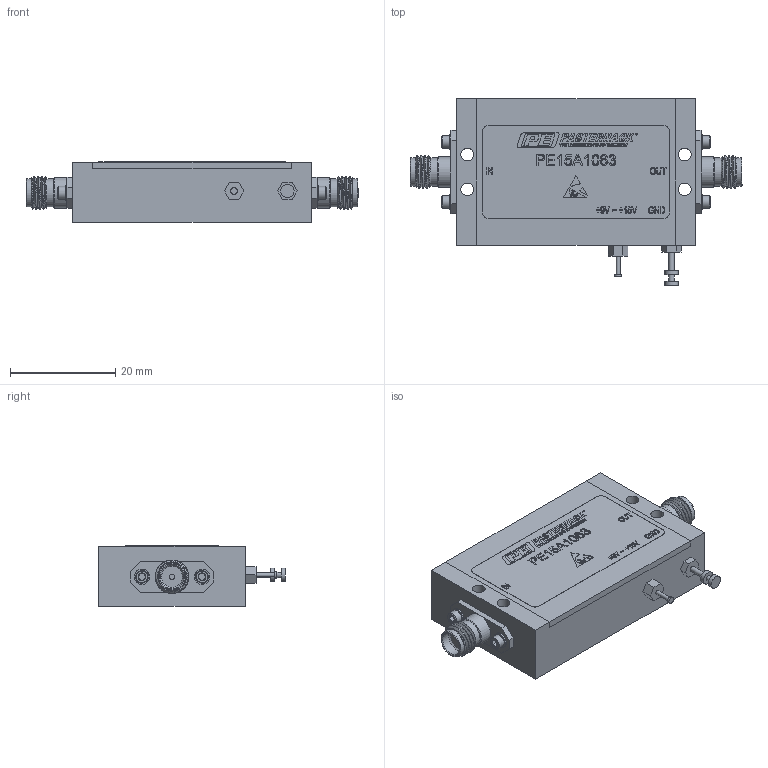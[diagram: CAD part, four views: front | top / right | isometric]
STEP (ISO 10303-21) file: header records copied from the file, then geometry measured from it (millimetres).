
FILE_DESCRIPTION (( 'STEP AP203' ), '1' );
FILE_NAME ('PE15A1063_3D.step', '2021-07-14T14:59:13', ( '' ), ( '' ), 'SwSTEP 2.0', 'SolidWorks 2020', '' );
FILE_SCHEMA (( 'CONFIG_CONTROL_DESIGN' ));
Products named in the file (1): PE15A1063_3D
Bounding box: 63.2 x 35.56 x 11.48 mm (x, y, z)
Volume: 14913.8 mm3; surface area: 5295 mm2
Topology: 1 solids, 7 shells, 1125 faces, 2913 edges, 1926 vertices
Faces by surface type: plane 704, bspline 255, cylinder 122, cone 44
Full cylindrical faces by diameter (mm): 0.345 x1, 0.354 x1, 0.762 x1, 1.016 x6, 1.27 x1, 1.524 x4, 1.854 x4, 2.438 x8, 2.54 x2, 2.845 x4, 2.946 x4, 4.521 x2, 5.334 x4, 5.842 x2
Entity records: 49078 total; most frequent: CARTESIAN_POINT 23484, ORIENTED_EDGE 5654, DIRECTION 4297, EDGE_CURVE 2827, LINE 1967, VECTOR 1967, VERTEX_POINT 1900, EDGE_LOOP 1325
